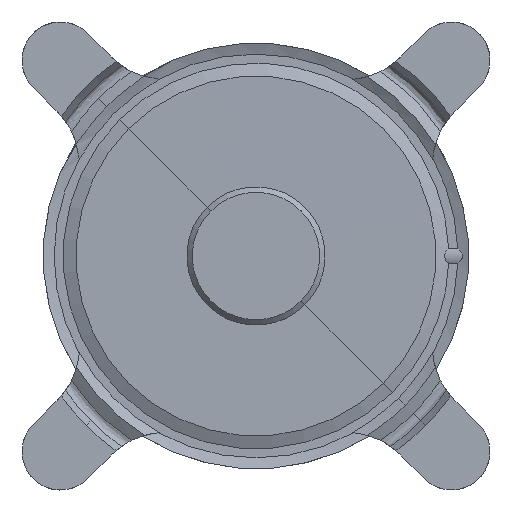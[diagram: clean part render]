
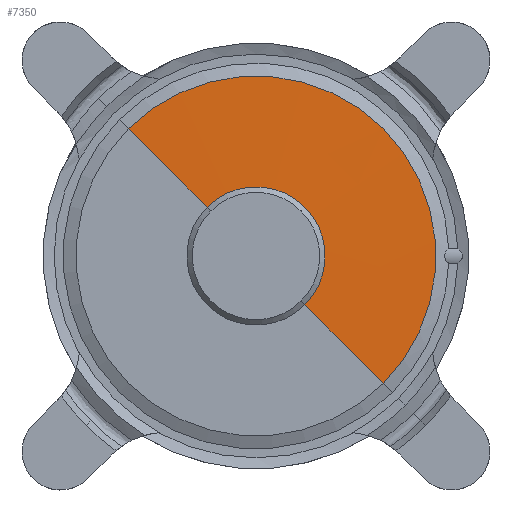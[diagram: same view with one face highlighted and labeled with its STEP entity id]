
A CAD part, front view. The second image highlights one B-rep face of the part: STEP entity #7350.
In plain terms, the highlighted conical face has half-angle 89.755 degrees and reference radius 0.9 mm.
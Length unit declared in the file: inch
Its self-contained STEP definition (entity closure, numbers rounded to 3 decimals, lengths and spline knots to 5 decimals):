
#130 = AXIS2_PLACEMENT_3D ( 'NONE', #7909, #5390, #4815 ) ;
#193 = CARTESIAN_POINT ( 'NONE',  ( 0.02505, -0.10262, -0.02505 ) ) ;
#285 = VERTEX_POINT ( 'NONE', #2186 ) ;
#353 = EDGE_CURVE ( 'NONE', #6526, #1584, #1614, .T. ) ;
#406 = CIRCLE ( 'NONE', #4318, 0.03543 ) ;
#872 = VERTEX_POINT ( 'NONE', #1766 ) ;
#1104 = FACE_OUTER_BOUND ( 'NONE', #3549, .T. ) ;
#1375 = ORIENTED_EDGE ( 'NONE', *, *, #5035, .T. ) ;
#1584 = VERTEX_POINT ( 'NONE', #4081 ) ;
#1614 = LINE ( 'NONE', #7771, #4030 ) ;
#1652 = ORIENTED_EDGE ( 'NONE', *, *, #3232, .F. ) ;
#1766 = CARTESIAN_POINT ( 'NONE',  ( -0.06521, -0.10238, 0.06521 ) ) ;
#1775 = DIRECTION ( 'NONE',  ( 0.707, 0., -0.707 ) ) ;
#1798 = ORIENTED_EDGE ( 'NONE', *, *, #353, .T. ) ;
#1804 = DIRECTION ( 'NONE',  ( -0.707, 0., 0.707 ) ) ;
#1979 = AXIS2_PLACEMENT_3D ( 'NONE', #4791, #4881, #1804 ) ;
#2186 = CARTESIAN_POINT ( 'NONE',  ( -0.02505, -0.10262, 0.02505 ) ) ;
#2785 = EDGE_CURVE ( 'NONE', #285, #6526, #406, .T. ) ;
#3221 = LINE ( 'NONE', #7000, #6642 ) ;
#3232 = EDGE_CURVE ( 'NONE', #872, #1584, #5495, .T. ) ;
#3259 = CONICAL_SURFACE ( 'NONE', #130, 0.03543, 1.567 ) ;
#3549 = EDGE_LOOP ( 'NONE', ( #1798, #1652, #1375, #6954 ) ) ;
#4030 = VECTOR ( 'NONE', #6580, 39.37008 ) ;
#4081 = CARTESIAN_POINT ( 'NONE',  ( 0.06521, -0.10238, -0.06521 ) ) ;
#4318 = AXIS2_PLACEMENT_3D ( 'NONE', #5452, #6828, #1775 ) ;
#4791 = CARTESIAN_POINT ( 'NONE',  ( 0., -0.10238, 0. ) ) ;
#4815 = DIRECTION ( 'NONE',  ( -0.707, 0., 0.707 ) ) ;
#4881 = DIRECTION ( 'NONE',  ( 0., 1., 0. ) ) ;
#5035 = EDGE_CURVE ( 'NONE', #872, #285, #3221, .T. ) ;
#5390 = DIRECTION ( 'NONE',  ( 0., 1., 0. ) ) ;
#5452 = CARTESIAN_POINT ( 'NONE',  ( 0., -0.10262, 0. ) ) ;
#5495 = CIRCLE ( 'NONE', #1979, 0.09222 ) ;
#5700 = DIRECTION ( 'NONE',  ( 0.707, -0.004, -0.707 ) ) ;
#6526 = VERTEX_POINT ( 'NONE', #193 ) ;
#6580 = DIRECTION ( 'NONE',  ( 0.707, 0.004, -0.707 ) ) ;
#6642 = VECTOR ( 'NONE', #5700, 39.37008 ) ;
#6828 = DIRECTION ( 'NONE',  ( 0., 1., 0. ) ) ;
#6954 = ORIENTED_EDGE ( 'NONE', *, *, #2785, .T. ) ;
#7000 = CARTESIAN_POINT ( 'NONE',  ( -0.04513, -0.1025, 0.04513 ) ) ;
#7350 = ADVANCED_FACE ( 'NONE', ( #1104 ), #3259, .T. ) ;
#7771 = CARTESIAN_POINT ( 'NONE',  ( 0.04513, -0.1025, -0.04513 ) ) ;
#7909 = CARTESIAN_POINT ( 'NONE',  ( 0., -0.10262, 0. ) ) ;
